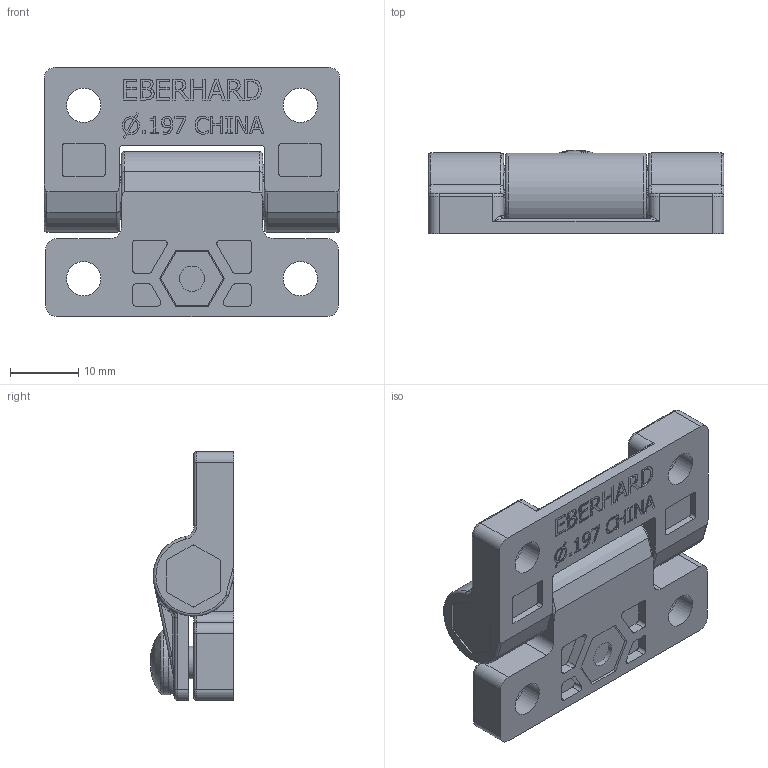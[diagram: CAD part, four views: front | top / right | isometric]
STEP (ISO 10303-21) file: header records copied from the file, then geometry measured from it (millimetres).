
FILE_DESCRIPTION(/* description */ (''),/* implementation_level */ '2;1');
FILE_NAME(/* name */ '1-16945.stp',/* time_stamp */ '2023-12-14T10:05:52-05:00',/* author */ ('dtinay'),/* organization */ ('Eberhard Manufacturing Company'),/* preprocessor_version */ 'ST-DEVELOPER v20',/* originating_system */ 'Autodesk Inventor 2024',/* authorisation */ '');
FILE_SCHEMA (('AUTOMOTIVE_DESIGN { 1 0 10303 214 3 1 1 }'));
Length unit declared in the file: inch
Products named in the file (6): 1-16945; 16945-2; 1-16945-1; 1-16945-5; 16945-3; 16945-4NP
Assembly tree (5 placements, depth 2):
  1-16945
    16945-2
    1-16945-1
    1-16945-5
    16945-3
    16945-4NP
Bounding box: 43.31 x 12.23 x 36.51 mm (x, y, z)
Volume: 9863.9 mm3; surface area: 8947.4 mm2
Topology: 5 solids, 5 shells, 639 faces, 1675 edges, 1060 vertices
Faces by surface type: plane 331, cylinder 125, bspline 121, torus 50, cone 11, sphere 1
Full cylindrical faces by diameter (mm): 3.683 x1, 4.775 x1, 5.004 x4, 5.08 x1, 5.893 x1, 6.223 x1, 8.052 x1, 8.89 x4, 9.474 x1, 9.525 x1
Entity records: 21594 total; most frequent: CARTESIAN_POINT 6214, ORIENTED_EDGE 3294, DIRECTION 2838, EDGE_CURVE 1647, VERTEX_POINT 1060, LINE 1032, VECTOR 1032, AXIS2_PLACEMENT_3D 903
